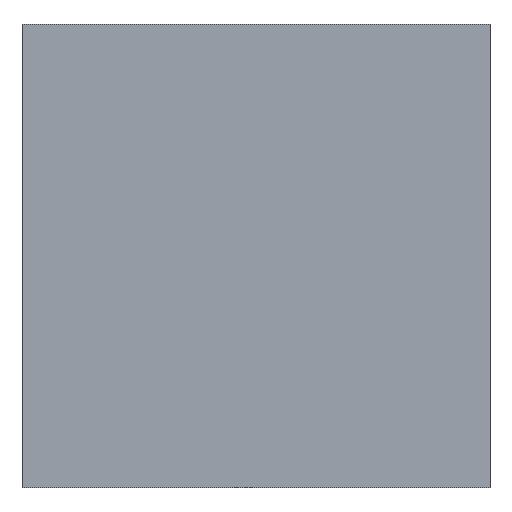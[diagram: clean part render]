
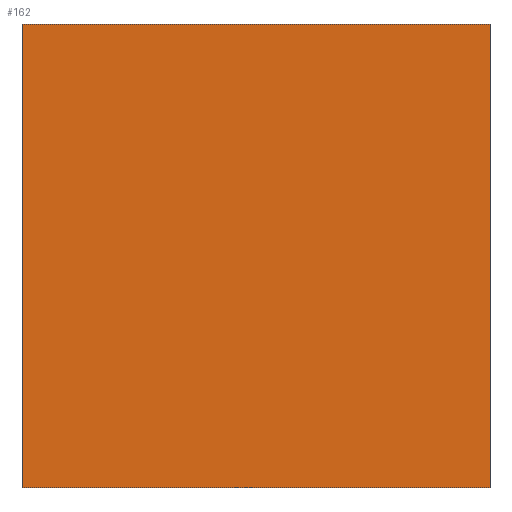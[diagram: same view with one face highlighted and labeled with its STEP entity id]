
A CAD part, top view. The second image highlights one B-rep face of the part: STEP entity #162.
In plain terms, the highlighted planar face has unit normal (0, 0, 1).
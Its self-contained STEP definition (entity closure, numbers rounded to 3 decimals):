
#20=PLANE('',#178);
#30=FACE_OUTER_BOUND('',#40,.T.);
#40=EDGE_LOOP('',(#145,#146,#147,#148));
#54=LINE('',#254,#70);
#57=LINE('',#259,#73);
#59=LINE('',#264,#75);
#60=LINE('',#266,#76);
#70=VECTOR('',#208,10.);
#73=VECTOR('',#213,10.);
#75=VECTOR('',#219,10.);
#76=VECTOR('',#222,10.);
#85=VERTEX_POINT('',#251);
#86=VERTEX_POINT('',#253);
#87=VERTEX_POINT('',#257);
#88=VERTEX_POINT('',#262);
#102=EDGE_CURVE('',#85,#86,#54,.T.);
#105=EDGE_CURVE('',#87,#85,#57,.T.);
#107=EDGE_CURVE('',#88,#87,#59,.T.);
#108=EDGE_CURVE('',#86,#88,#60,.T.);
#145=ORIENTED_EDGE('',*,*,#102,.F.);
#146=ORIENTED_EDGE('',*,*,#105,.F.);
#147=ORIENTED_EDGE('',*,*,#107,.F.);
#148=ORIENTED_EDGE('',*,*,#108,.F.);
#162=ADVANCED_FACE('',(#30),#20,.F.);
#178=AXIS2_PLACEMENT_3D('',#267,#223,#224);
#208=DIRECTION('',(0.,1.,0.));
#213=DIRECTION('',(-1.,0.,0.));
#219=DIRECTION('',(0.,-1.,0.));
#222=DIRECTION('',(1.,0.,0.));
#223=DIRECTION('center_axis',(0.,0.,-1.));
#224=DIRECTION('ref_axis',(1.,0.,0.));
#251=CARTESIAN_POINT('',(176.544,-79.384,-14.309));
#253=CARTESIAN_POINT('',(176.544,-47.184,-14.309));
#254=CARTESIAN_POINT('',(176.544,-79.384,-14.309));
#257=CARTESIAN_POINT('',(209.042,-79.384,-14.309));
#259=CARTESIAN_POINT('',(209.042,-79.384,-14.309));
#262=CARTESIAN_POINT('',(209.042,-47.184,-14.309));
#264=CARTESIAN_POINT('',(209.042,-47.184,-14.309));
#266=CARTESIAN_POINT('',(176.542,-47.184,-14.309));
#267=CARTESIAN_POINT('Origin',(192.793,-63.284,-14.309));
